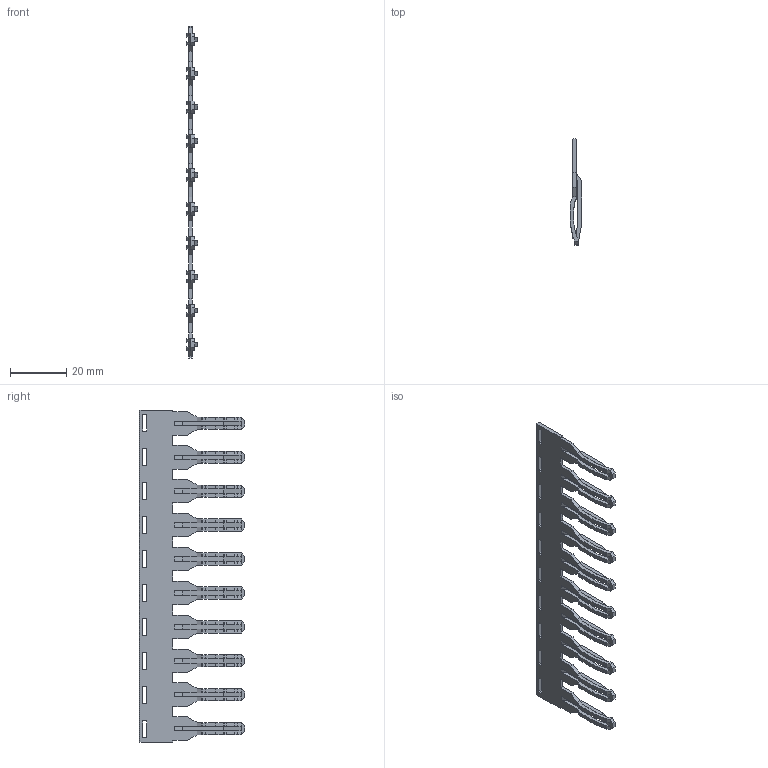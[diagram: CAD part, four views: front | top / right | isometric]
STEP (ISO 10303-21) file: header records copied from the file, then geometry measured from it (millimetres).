
FILE_DESCRIPTION((''),'2;1');
FILE_NAME('PTC1610_ASM','2022-09-23T09:22:51',('klemen.sitar'),('Audax d.o.o.'),'CREO PARAMETRIC BY PTC INC, 2021304','CREO PARAMETRIC BY PTC INC, 2021304','');
FILE_SCHEMA(('AP242_MANAGED_MODEL_BASED_3D_ENGINEERING_MIM_LF { 1 0 10303 442 1 1 4 }'));
Length unit declared in the file: millimetre
Products named in the file (2): PTC1610-249800; PTC1610_ASM
Assembly tree (1 placements, depth 2):
  PTC1610_ASM
    PTC1610-249800
Bounding box: 4 x 37.7 x 118.4 mm (x, y, z)
Volume: 3542.4 mm3; surface area: 7741.6 mm2
Topology: 1 solids, 1 shells, 748 faces, 2293 edges, 1507 vertices
Faces by surface type: plane 528, cylinder 160, extrusion 60
Entity records: 38230 total; most frequent: CARTESIAN_POINT 5062, ORIENTED_EDGE 4586, DIRECTION 3992, PRESENTATION_STYLE_ASSIGNMENT 3104, STYLED_ITEM 3104, CURVE_STYLE 2355, EDGE_CURVE 2293, VECTOR 1858
